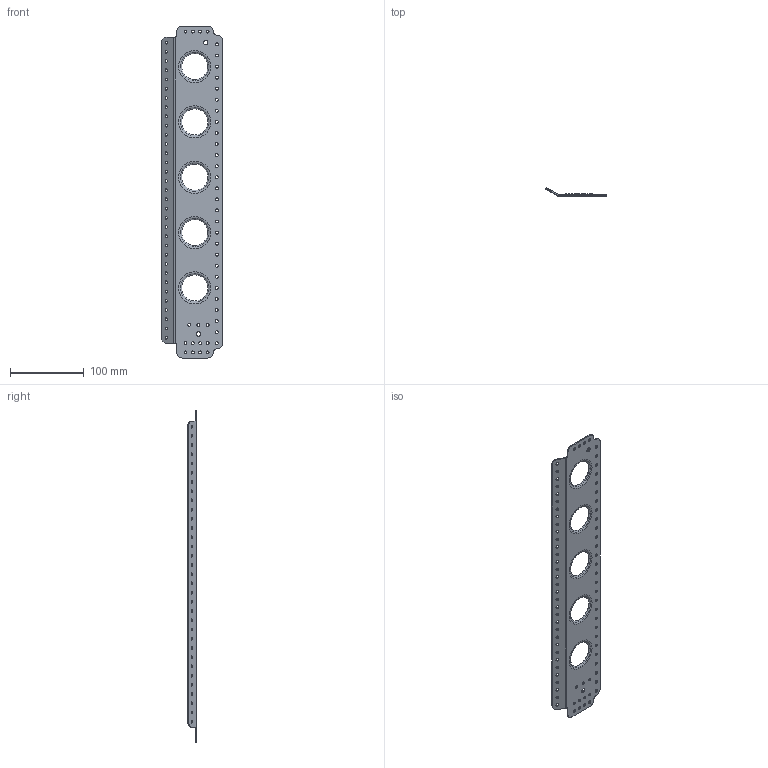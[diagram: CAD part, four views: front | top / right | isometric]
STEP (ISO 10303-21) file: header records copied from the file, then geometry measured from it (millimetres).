
FILE_DESCRIPTION(/* description */ (''),/* implementation_level */ '2;1');
FILE_NAME(/* name */ 'Val7.stp',/* time_stamp */ '2021-02-02T15:46:53-05:00',/* author */ ('AN65400'),/* organization */ (''),/* preprocessor_version */ 'ST-DEVELOPER v18.1',/* originating_system */ 'Autodesk Inventor 2021',/* authorisation */ '');
FILE_SCHEMA (('AUTOMOTIVE_DESIGN { 1 0 10303 214 3 1 1 }'));
Length unit declared in the file: millimetre
Products named in the file (1): Val7
Bounding box: 82.32 x 11.3 x 450 mm (x, y, z)
Volume: 46362.2 mm3; surface area: 65711.1 mm2
Topology: 1 solids, 1 shells, 129 faces, 469 edges, 342 vertices
Faces by surface type: cylinder 92, cone 15, plane 12, torus 10
Full cylindrical faces by diameter (mm): 4 x76, 6 x2
Entity records: 5720 total; most frequent: DIRECTION 1057, CARTESIAN_POINT 957, ORIENTED_EDGE 938, EDGE_CURVE 469, AXIS2_PLACEMENT_3D 462, VERTEX_POINT 342, CIRCLE 332, EDGE_LOOP 295
